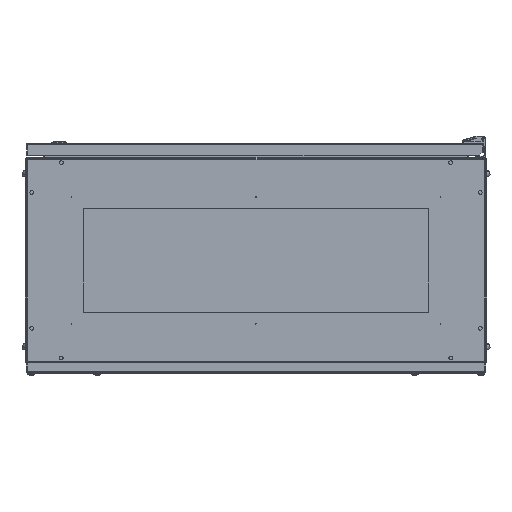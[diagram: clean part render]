
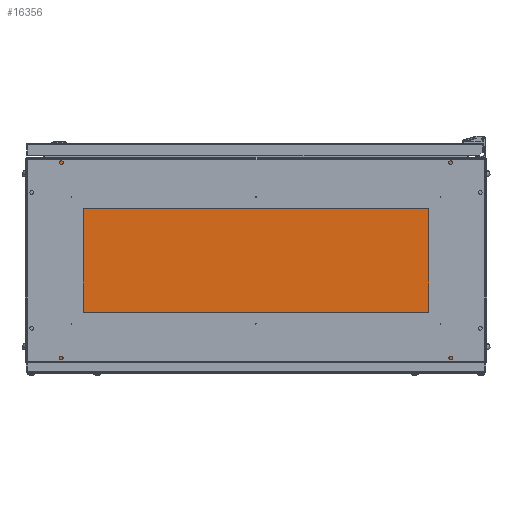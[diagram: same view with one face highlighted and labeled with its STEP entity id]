
A CAD part, front view. The second image highlights one B-rep face of the part: STEP entity #16356.
In plain terms, the highlighted face is planar.
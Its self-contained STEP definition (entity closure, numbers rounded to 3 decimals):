
#846 = EDGE_CURVE ( 'NONE', #7614, #8892, #32027, .T. ) ;
#1165 = DIRECTION ( 'NONE',  ( 0., 0., -1. ) ) ;
#2590 = EDGE_LOOP ( 'NONE', ( #18392, #34020, #4881, #36498 ) ) ;
#2614 = VECTOR ( 'NONE', #35556, 1000. ) ;
#3559 = VECTOR ( 'NONE', #41278, 1000. ) ;
#3705 = CIRCLE ( 'NONE', #17345, 7. ) ;
#4881 = ORIENTED_EDGE ( 'NONE', *, *, #25857, .F. ) ;
#5058 = CARTESIAN_POINT ( 'NONE',  ( -1.5, -2.5, -352.7 ) ) ;
#5171 = VERTEX_POINT ( 'NONE', #47118 ) ;
#5812 = ORIENTED_EDGE ( 'NONE', *, *, #22753, .T. ) ;
#6003 = ORIENTED_EDGE ( 'NONE', *, *, #34898, .T. ) ;
#6238 = EDGE_LOOP ( 'NONE', ( #19653, #27003 ) ) ;
#6265 = EDGE_CURVE ( 'NONE', #22248, #24642, #45058, .T. ) ;
#6276 = CARTESIAN_POINT ( 'NONE',  ( -1.5, -794., -352.7 ) ) ;
#6628 = VERTEX_POINT ( 'NONE', #7667 ) ;
#7581 = VECTOR ( 'NONE', #24224, 1000. ) ;
#7614 = VERTEX_POINT ( 'NONE', #48600 ) ;
#7667 = CARTESIAN_POINT ( 'NONE',  ( -1.5, -781.6, -34.6 ) ) ;
#7728 = CIRCLE ( 'NONE', #47913, 7. ) ;
#8212 = CIRCLE ( 'NONE', #37155, 7. ) ;
#8423 = FACE_BOUND ( 'NONE', #39470, .T. ) ;
#8599 = ORIENTED_EDGE ( 'NONE', *, *, #18118, .T. ) ;
#8658 = EDGE_CURVE ( 'NONE', #32124, #27439, #3705, .T. ) ;
#8892 = VERTEX_POINT ( 'NONE', #40988 ) ;
#9174 = DIRECTION ( 'NONE',  ( 1., 0., 0. ) ) ;
#9968 = DIRECTION ( 'NONE',  ( 1., 0., 0. ) ) ;
#10114 = DIRECTION ( 'NONE',  ( 1., 0., 0. ) ) ;
#10598 = CARTESIAN_POINT ( 'NONE',  ( -1.5, -781.6, -27.6 ) ) ;
#11205 = DIRECTION ( 'NONE',  ( 1., 0., 0. ) ) ;
#12636 = CARTESIAN_POINT ( 'NONE',  ( -1.5, 0., -2.5 ) ) ;
#12944 = FACE_BOUND ( 'NONE', #33614, .T. ) ;
#13258 = CARTESIAN_POINT ( 'NONE',  ( -1.5, -14.9, -327.6 ) ) ;
#13756 = AXIS2_PLACEMENT_3D ( 'NONE', #37656, #9968, #48982 ) ;
#13816 = DIRECTION ( 'NONE',  ( 1., 0., 0. ) ) ;
#14308 = EDGE_LOOP ( 'NONE', ( #5812, #8599 ) ) ;
#14514 = EDGE_CURVE ( 'NONE', #5171, #41335, #7728, .T. ) ;
#16356 = ADVANCED_FACE ( 'NONE', ( #47447, #12944, #8423, #28092, #21019 ), #36353, .F. ) ;
#16365 = CARTESIAN_POINT ( 'NONE',  ( -1.5, -14.9, -34.6 ) ) ;
#16966 = CARTESIAN_POINT ( 'NONE',  ( -1.5, -796.5, 0. ) ) ;
#16974 = CARTESIAN_POINT ( 'NONE',  ( -1.5, -14.9, -334.6 ) ) ;
#17107 = AXIS2_PLACEMENT_3D ( 'NONE', #10598, #10114, #44864 ) ;
#17118 = DIRECTION ( 'NONE',  ( 0., 0., 1. ) ) ;
#17345 = AXIS2_PLACEMENT_3D ( 'NONE', #42314, #42542, #26703 ) ;
#17527 = DIRECTION ( 'NONE',  ( 1., 0., 0. ) ) ;
#18093 = DIRECTION ( 'NONE',  ( 0., 0., 1. ) ) ;
#18118 = EDGE_CURVE ( 'NONE', #23923, #6628, #29223, .T. ) ;
#18295 = DIRECTION ( 'NONE',  ( 0., 0., -1. ) ) ;
#18339 = VERTEX_POINT ( 'NONE', #43307 ) ;
#18392 = ORIENTED_EDGE ( 'NONE', *, *, #29071, .F. ) ;
#19392 = CARTESIAN_POINT ( 'NONE',  ( -1.5, -781.6, -320.6 ) ) ;
#19653 = ORIENTED_EDGE ( 'NONE', *, *, #42074, .T. ) ;
#20162 = LINE ( 'NONE', #5058, #42612 ) ;
#20211 = LINE ( 'NONE', #43370, #2614 ) ;
#20312 = CARTESIAN_POINT ( 'NONE',  ( -1.5, -781.6, -327.6 ) ) ;
#21019 = FACE_OUTER_BOUND ( 'NONE', #2590, .T. ) ;
#22248 = VERTEX_POINT ( 'NONE', #6276 ) ;
#22753 = EDGE_CURVE ( 'NONE', #6628, #23923, #41007, .T. ) ;
#23923 = VERTEX_POINT ( 'NONE', #47500 ) ;
#24224 = DIRECTION ( 'NONE',  ( 0., -1., 0. ) ) ;
#24561 = DIRECTION ( 'NONE',  ( 0., 0., -1. ) ) ;
#24642 = VERTEX_POINT ( 'NONE', #44416 ) ;
#25376 = DIRECTION ( 'NONE',  ( 0., 0., 1. ) ) ;
#25857 = EDGE_CURVE ( 'NONE', #8892, #22248, #20211, .T. ) ;
#26703 = DIRECTION ( 'NONE',  ( 0., 0., -1. ) ) ;
#27003 = ORIENTED_EDGE ( 'NONE', *, *, #14514, .T. ) ;
#27033 = VERTEX_POINT ( 'NONE', #16974 ) ;
#27439 = VERTEX_POINT ( 'NONE', #35826 ) ;
#28092 = FACE_BOUND ( 'NONE', #6238, .T. ) ;
#29071 = EDGE_CURVE ( 'NONE', #24642, #7614, #20162, .T. ) ;
#29223 = CIRCLE ( 'NONE', #17107, 7. ) ;
#32027 = LINE ( 'NONE', #12636, #7581 ) ;
#32124 = VERTEX_POINT ( 'NONE', #19392 ) ;
#32720 = AXIS2_PLACEMENT_3D ( 'NONE', #44509, #33666, #18295 ) ;
#33471 = CARTESIAN_POINT ( 'NONE',  ( -1.5, -14.9, -327.6 ) ) ;
#33614 = EDGE_LOOP ( 'NONE', ( #39857, #45806 ) ) ;
#33666 = DIRECTION ( 'NONE',  ( 1., 0., 0. ) ) ;
#34020 = ORIENTED_EDGE ( 'NONE', *, *, #6265, .F. ) ;
#34381 = CARTESIAN_POINT ( 'NONE',  ( -1.5, -14.9, -27.6 ) ) ;
#34691 = CIRCLE ( 'NONE', #45953, 7. ) ;
#34898 = EDGE_CURVE ( 'NONE', #18339, #27033, #34691, .T. ) ;
#35556 = DIRECTION ( 'NONE',  ( 0., 0., -1. ) ) ;
#35758 = AXIS2_PLACEMENT_3D ( 'NONE', #16966, #9174, #24561 ) ;
#35826 = CARTESIAN_POINT ( 'NONE',  ( -1.5, -781.6, -334.6 ) ) ;
#36158 = DIRECTION ( 'NONE',  ( 1., 0., 0. ) ) ;
#36353 = PLANE ( 'NONE',  #35758 ) ;
#36498 = ORIENTED_EDGE ( 'NONE', *, *, #846, .F. ) ;
#37155 = AXIS2_PLACEMENT_3D ( 'NONE', #20312, #36158, #1165 ) ;
#37348 = CIRCLE ( 'NONE', #42984, 7. ) ;
#37464 = EDGE_CURVE ( 'NONE', #27439, #32124, #8212, .T. ) ;
#37509 = CARTESIAN_POINT ( 'NONE',  ( -1.5, -796.5, -352.7 ) ) ;
#37656 = CARTESIAN_POINT ( 'NONE',  ( -1.5, -781.6, -27.6 ) ) ;
#39470 = EDGE_LOOP ( 'NONE', ( #40360, #6003 ) ) ;
#39857 = ORIENTED_EDGE ( 'NONE', *, *, #37464, .T. ) ;
#40360 = ORIENTED_EDGE ( 'NONE', *, *, #40519, .T. ) ;
#40519 = EDGE_CURVE ( 'NONE', #27033, #18339, #37348, .T. ) ;
#40750 = CIRCLE ( 'NONE', #32720, 7. ) ;
#40988 = CARTESIAN_POINT ( 'NONE',  ( -1.5, -794., -2.5 ) ) ;
#41007 = CIRCLE ( 'NONE', #13756, 7. ) ;
#41278 = DIRECTION ( 'NONE',  ( 0., 1., 0. ) ) ;
#41335 = VERTEX_POINT ( 'NONE', #16365 ) ;
#42074 = EDGE_CURVE ( 'NONE', #41335, #5171, #40750, .T. ) ;
#42314 = CARTESIAN_POINT ( 'NONE',  ( -1.5, -781.6, -327.6 ) ) ;
#42542 = DIRECTION ( 'NONE',  ( 1., 0., 0. ) ) ;
#42612 = VECTOR ( 'NONE', #17118, 1000. ) ;
#42984 = AXIS2_PLACEMENT_3D ( 'NONE', #13258, #17527, #25376 ) ;
#43307 = CARTESIAN_POINT ( 'NONE',  ( -1.5, -14.9, -320.6 ) ) ;
#43370 = CARTESIAN_POINT ( 'NONE',  ( -1.5, -794., -2.5 ) ) ;
#44416 = CARTESIAN_POINT ( 'NONE',  ( -1.5, -2.5, -352.7 ) ) ;
#44509 = CARTESIAN_POINT ( 'NONE',  ( -1.5, -14.9, -27.6 ) ) ;
#44864 = DIRECTION ( 'NONE',  ( 0., 0., 1. ) ) ;
#45058 = LINE ( 'NONE', #37509, #3559 ) ;
#45718 = DIRECTION ( 'NONE',  ( 0., 0., -1. ) ) ;
#45806 = ORIENTED_EDGE ( 'NONE', *, *, #8658, .T. ) ;
#45953 = AXIS2_PLACEMENT_3D ( 'NONE', #33471, #13816, #18093 ) ;
#47118 = CARTESIAN_POINT ( 'NONE',  ( -1.5, -14.9, -20.6 ) ) ;
#47447 = FACE_BOUND ( 'NONE', #14308, .T. ) ;
#47500 = CARTESIAN_POINT ( 'NONE',  ( -1.5, -781.6, -20.6 ) ) ;
#47913 = AXIS2_PLACEMENT_3D ( 'NONE', #34381, #11205, #45718 ) ;
#48600 = CARTESIAN_POINT ( 'NONE',  ( -1.5, -2.5, -2.5 ) ) ;
#48982 = DIRECTION ( 'NONE',  ( 0., 0., 1. ) ) ;
